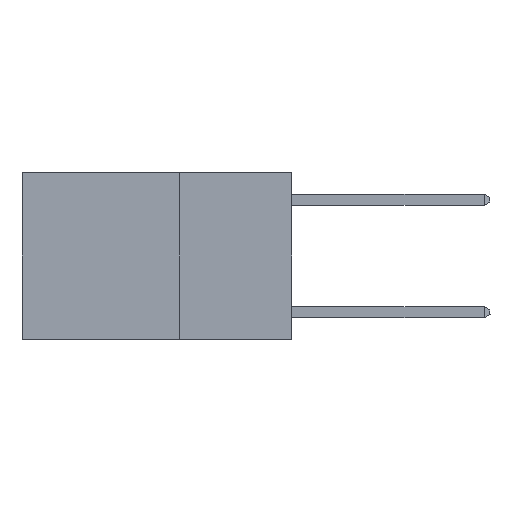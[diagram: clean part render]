
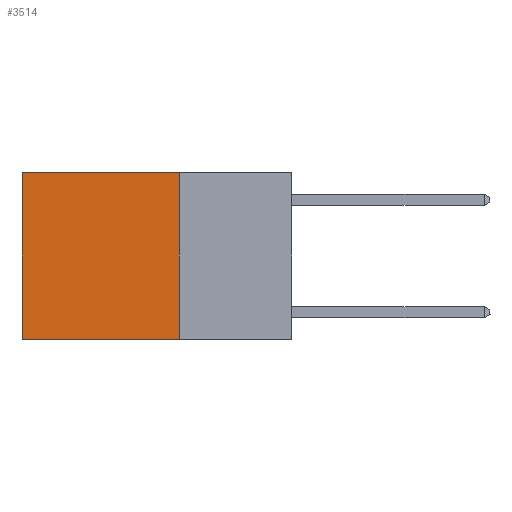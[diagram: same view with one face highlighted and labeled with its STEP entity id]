
A CAD part, left-side view. The second image highlights one B-rep face of the part: STEP entity #3514.
In plain terms, the highlighted planar face has unit normal (-1, 0, 0).
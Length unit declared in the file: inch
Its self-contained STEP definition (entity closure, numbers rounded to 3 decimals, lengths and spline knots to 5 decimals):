
#121 = DIRECTION ( 'NONE',  ( 0., 0., -1. ) ) ;
#1308 = EDGE_CURVE ( 'NONE', #14094, #17921, #7436, .T. ) ;
#1347 = DIRECTION ( 'NONE',  ( 0., 0., -1. ) ) ;
#1505 = DIRECTION ( 'NONE',  ( 0., 1., 0. ) ) ;
#2022 = CARTESIAN_POINT ( 'NONE',  ( 0.2625, 0.25, -0.37 ) ) ;
#2850 = LINE ( 'NONE', #8367, #11622 ) ;
#3055 = CARTESIAN_POINT ( 'NONE',  ( 0.2625, 0.25, 0. ) ) ;
#3104 = LINE ( 'NONE', #20455, #20871 ) ;
#3514 = ADVANCED_FACE ( 'NONE', ( #9488 ), #14033, .F. ) ;
#4510 = LINE ( 'NONE', #22244, #22203 ) ;
#6201 = ORIENTED_EDGE ( 'NONE', *, *, #1308, .F. ) ;
#6736 = CARTESIAN_POINT ( 'NONE',  ( 0.2625, 0.6, -0.37 ) ) ;
#7337 = VECTOR ( 'NONE', #16650, 39.37008 ) ;
#7436 = LINE ( 'NONE', #7922, #7337 ) ;
#7922 = CARTESIAN_POINT ( 'NONE',  ( 0.2625, 0.25, 0. ) ) ;
#8242 = EDGE_LOOP ( 'NONE', ( #17486, #19266, #6201, #9311 ) ) ;
#8367 = CARTESIAN_POINT ( 'NONE',  ( 0.2625, 0.6, 0. ) ) ;
#9311 = ORIENTED_EDGE ( 'NONE', *, *, #20495, .T. ) ;
#9488 = FACE_OUTER_BOUND ( 'NONE', #8242, .T. ) ;
#10637 = DIRECTION ( 'NONE',  ( 1., 0., 0. ) ) ;
#11622 = VECTOR ( 'NONE', #1347, 39.37008 ) ;
#12205 = EDGE_CURVE ( 'NONE', #17921, #12795, #4510, .T. ) ;
#12756 = EDGE_CURVE ( 'NONE', #16045, #12795, #2850, .T. ) ;
#12795 = VERTEX_POINT ( 'NONE', #6736 ) ;
#13414 = AXIS2_PLACEMENT_3D ( 'NONE', #20791, #10637, #121 ) ;
#14033 = PLANE ( 'NONE',  #13414 ) ;
#14094 = VERTEX_POINT ( 'NONE', #3055 ) ;
#15640 = DIRECTION ( 'NONE',  ( 0., 1., 0. ) ) ;
#15987 = CARTESIAN_POINT ( 'NONE',  ( 0.2625, 0.6, 0. ) ) ;
#16045 = VERTEX_POINT ( 'NONE', #15987 ) ;
#16650 = DIRECTION ( 'NONE',  ( 0., 0., -1. ) ) ;
#17486 = ORIENTED_EDGE ( 'NONE', *, *, #12756, .T. ) ;
#17921 = VERTEX_POINT ( 'NONE', #2022 ) ;
#19266 = ORIENTED_EDGE ( 'NONE', *, *, #12205, .F. ) ;
#20455 = CARTESIAN_POINT ( 'NONE',  ( 0.2625, 0.25, 0. ) ) ;
#20495 = EDGE_CURVE ( 'NONE', #14094, #16045, #3104, .T. ) ;
#20791 = CARTESIAN_POINT ( 'NONE',  ( 0.2625, 0.25, 0. ) ) ;
#20871 = VECTOR ( 'NONE', #1505, 39.37008 ) ;
#22203 = VECTOR ( 'NONE', #15640, 39.37008 ) ;
#22244 = CARTESIAN_POINT ( 'NONE',  ( 0.2625, 0.25, -0.37 ) ) ;
